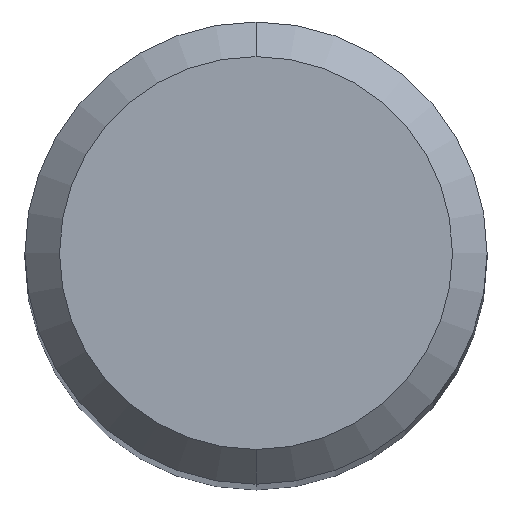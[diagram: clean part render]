
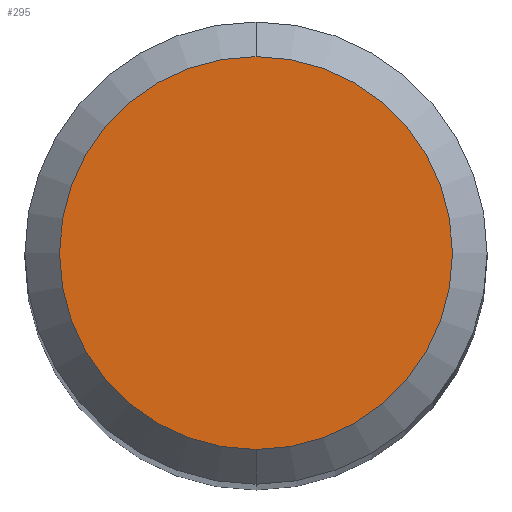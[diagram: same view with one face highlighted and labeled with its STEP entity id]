
A CAD part, top view. The second image highlights one B-rep face of the part: STEP entity #295.
In plain terms, the highlighted planar face has unit normal (0, 0, 1).
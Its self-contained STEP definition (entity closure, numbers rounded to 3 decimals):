
#235=VERTEX_POINT('',#548);
#273=VERTEX_POINT('',#587);
#283=EDGE_CURVE('',#273,#235,#598,.T.);
#295=ADVANCED_FACE('',(#610),#611,.T.);
#305=EDGE_CURVE('',#235,#273,#623,.T.);
#548=CARTESIAN_POINT('',(0.0,1.7,0.));
#587=CARTESIAN_POINT('',(0.,-1.7,0.));
#598=CIRCLE('',#1039,1.7);
#610=FACE_OUTER_BOUND('',#1054,.T.);
#611=PLANE('',#1055);
#623=CIRCLE('',#1070,1.7);
#1039=AXIS2_PLACEMENT_3D('',#1537,#1538,#1539);
#1054=EDGE_LOOP('',(#1549,#1550));
#1055=AXIS2_PLACEMENT_3D('',#1551,#1552,#1553);
#1070=AXIS2_PLACEMENT_3D('',#1569,#1570,#1571);
#1537=CARTESIAN_POINT('',(0.0,0.0,0.));
#1538=DIRECTION('',(0.0,0.0,-1.0));
#1539=DIRECTION('',(0.0,1.0,0.0));
#1549=ORIENTED_EDGE('',*,*,#305,.F.);
#1550=ORIENTED_EDGE('',*,*,#283,.F.);
#1551=CARTESIAN_POINT('',(0.0,0.85,0.));
#1552=DIRECTION('',(-0.0,0.0,1.0));
#1553=DIRECTION('',(0.0,-1.0,0.0));
#1569=CARTESIAN_POINT('',(0.0,0.0,0.));
#1570=DIRECTION('',(0.0,0.0,-1.0));
#1571=DIRECTION('',(0.0,1.0,0.0));
